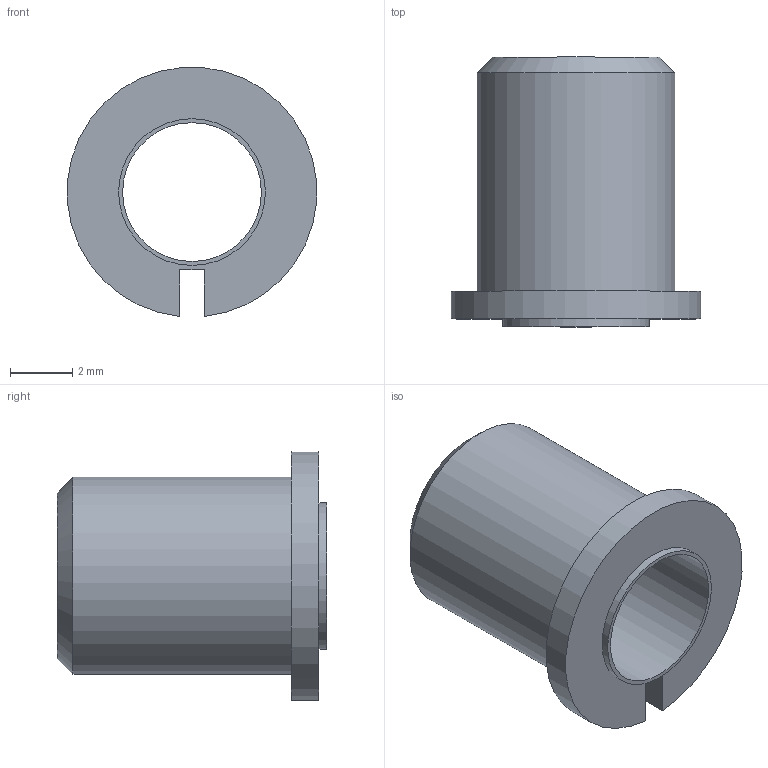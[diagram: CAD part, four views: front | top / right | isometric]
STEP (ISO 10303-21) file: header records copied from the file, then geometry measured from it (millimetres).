
FILE_DESCRIPTION(/* description */ ('Angle Mount Miniature Toggles - Bushing - Series M - Miniature Toggles'),/* implementation_level */ '2;1');
FILE_NAME(/* name */ 'M20ANG2S1M202BR_bushing.ipt.step',/* time_stamp */ '2014-01-01T17:26:08-08:00',/* author */ ('Cadenas PARTsolutions'),/* organization */ (''),/* preprocessor_version */ 'ST-DEVELOPER v15.2',/* originating_system */ 'Autodesk Inventor 2014',/* authorisation */ '');
FILE_SCHEMA (('AUTOMOTIVE_DESIGN { 1 0 10303 214 3 1 1 }'));
Length unit declared in the file: inch
Products named in the file (1): M20ANG2S1M202BR_bushing
Bounding box: 7.97 x 8.64 x 7.97 mm (x, y, z)
Volume: 145 mm3; surface area: 369.6 mm2
Topology: 1 solids, 1 shells, 12 faces, 28 edges, 19 vertices
Faces by surface type: plane 7, cylinder 4, cone 1
Full cylindrical faces by diameter (mm): 4.445 x1, 4.699 x1
Entity records: 355 total; most frequent: CARTESIAN_POINT 60, DIRECTION 58, ORIENTED_EDGE 50, EDGE_CURVE 25, AXIS2_PLACEMENT_3D 22, VERTEX_POINT 18, EDGE_LOOP 17, LINE 14
